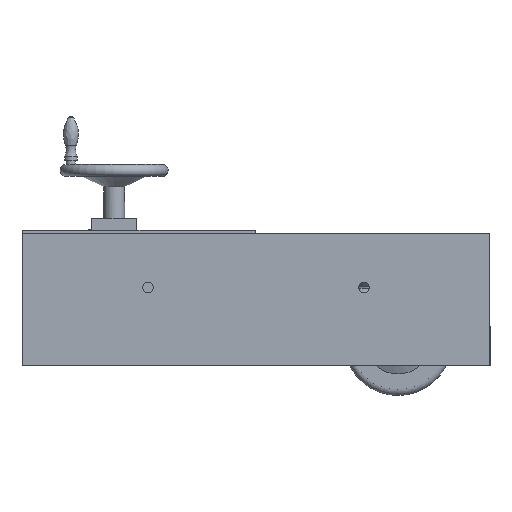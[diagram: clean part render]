
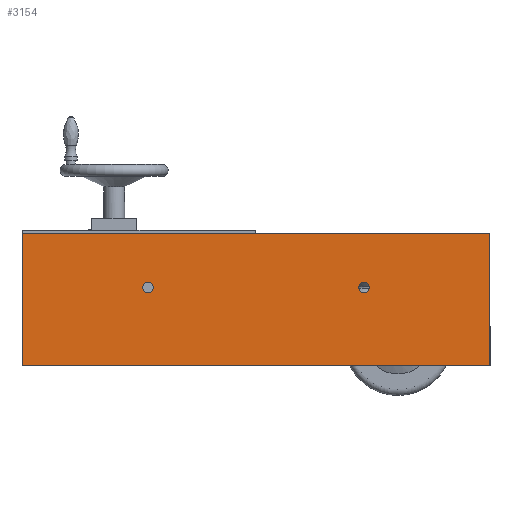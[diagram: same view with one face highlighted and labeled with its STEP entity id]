
A CAD part, front view. The second image highlights one B-rep face of the part: STEP entity #3154.
In plain terms, the highlighted planar face has unit normal (0, -1, 0).
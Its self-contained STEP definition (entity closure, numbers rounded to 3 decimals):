
#115 = VECTOR ( 'NONE', #8231, 1000. ) ;
#177 = EDGE_LOOP ( 'NONE', ( #4056, #5579, #4150, #7765 ) ) ;
#329 = AXIS2_PLACEMENT_3D ( 'NONE', #3259, #11354, #4616 ) ;
#351 = CARTESIAN_POINT ( 'NONE',  ( -390., 0., -110. ) ) ;
#365 = AXIS2_PLACEMENT_3D ( 'NONE', #6024, #10452, #2397 ) ;
#1080 = CIRCLE ( 'NONE', #365, 8.75 ) ;
#1159 = PLANE ( 'NONE',  #329 ) ;
#1179 = CARTESIAN_POINT ( 'NONE',  ( -180., 0., 11.25 ) ) ;
#1425 = CARTESIAN_POINT ( 'NONE',  ( 180., 0., 11.25 ) ) ;
#1431 = ORIENTED_EDGE ( 'NONE', *, *, #4919, .F. ) ;
#1565 = VECTOR ( 'NONE', #9589, 1000. ) ;
#1793 = VECTOR ( 'NONE', #3268, 1000. ) ;
#1827 = LINE ( 'NONE', #14351, #11701 ) ;
#1963 = CARTESIAN_POINT ( 'NONE',  ( 390., 0., 110. ) ) ;
#2397 = DIRECTION ( 'NONE',  ( 0., 0., -1. ) ) ;
#2398 = FACE_BOUND ( 'NONE', #4472, .T. ) ;
#3154 = ADVANCED_FACE ( 'NONE', ( #2398, #4690, #3419 ), #1159, .F. ) ;
#3259 = CARTESIAN_POINT ( 'NONE',  ( -390., 0., 110. ) ) ;
#3268 = DIRECTION ( 'NONE',  ( 0., 0., -1. ) ) ;
#3374 = CARTESIAN_POINT ( 'NONE',  ( -390., 0., -110. ) ) ;
#3419 = FACE_OUTER_BOUND ( 'NONE', #177, .T. ) ;
#3887 = LINE ( 'NONE', #13000, #1565 ) ;
#4056 = ORIENTED_EDGE ( 'NONE', *, *, #4305, .T. ) ;
#4150 = ORIENTED_EDGE ( 'NONE', *, *, #9139, .F. ) ;
#4251 = DIRECTION ( 'NONE',  ( 0., 0., -1. ) ) ;
#4305 = EDGE_CURVE ( 'NONE', #13941, #14327, #6045, .T. ) ;
#4317 = DIRECTION ( 'NONE',  ( 1., 0., 0. ) ) ;
#4472 = EDGE_LOOP ( 'NONE', ( #5906 ) ) ;
#4616 = DIRECTION ( 'NONE',  ( -1., 0., 0. ) ) ;
#4639 = VERTEX_POINT ( 'NONE', #1179 ) ;
#4690 = FACE_BOUND ( 'NONE', #4699, .T. ) ;
#4699 = EDGE_LOOP ( 'NONE', ( #1431 ) ) ;
#4919 = EDGE_CURVE ( 'NONE', #4639, #4639, #1080, .T. ) ;
#5579 = ORIENTED_EDGE ( 'NONE', *, *, #6298, .F. ) ;
#5593 = LINE ( 'NONE', #1963, #1793 ) ;
#5804 = VERTEX_POINT ( 'NONE', #1425 ) ;
#5851 = VERTEX_POINT ( 'NONE', #11104 ) ;
#5906 = ORIENTED_EDGE ( 'NONE', *, *, #12744, .F. ) ;
#6024 = CARTESIAN_POINT ( 'NONE',  ( -180., 0., 20. ) ) ;
#6045 = LINE ( 'NONE', #351, #115 ) ;
#6196 = EDGE_CURVE ( 'NONE', #5851, #13941, #3887, .T. ) ;
#6298 = EDGE_CURVE ( 'NONE', #14299, #14327, #5593, .T. ) ;
#7733 = DIRECTION ( 'NONE',  ( 0., -1., 0. ) ) ;
#7765 = ORIENTED_EDGE ( 'NONE', *, *, #6196, .T. ) ;
#8231 = DIRECTION ( 'NONE',  ( 1., 0., 0. ) ) ;
#8964 = AXIS2_PLACEMENT_3D ( 'NONE', #10935, #7733, #4251 ) ;
#9139 = EDGE_CURVE ( 'NONE', #5851, #14299, #1827, .T. ) ;
#9589 = DIRECTION ( 'NONE',  ( 0., 0., -1. ) ) ;
#10433 = CARTESIAN_POINT ( 'NONE',  ( 390., 0., -110. ) ) ;
#10452 = DIRECTION ( 'NONE',  ( 0., -1., 0. ) ) ;
#10585 = CIRCLE ( 'NONE', #8964, 8.75 ) ;
#10935 = CARTESIAN_POINT ( 'NONE',  ( 180., 0., 20. ) ) ;
#11104 = CARTESIAN_POINT ( 'NONE',  ( -390., 0., 110. ) ) ;
#11354 = DIRECTION ( 'NONE',  ( 0., 1., 0. ) ) ;
#11701 = VECTOR ( 'NONE', #4317, 1000. ) ;
#12609 = CARTESIAN_POINT ( 'NONE',  ( 390., 0., 110. ) ) ;
#12744 = EDGE_CURVE ( 'NONE', #5804, #5804, #10585, .T. ) ;
#13000 = CARTESIAN_POINT ( 'NONE',  ( -390., 0., 110. ) ) ;
#13941 = VERTEX_POINT ( 'NONE', #3374 ) ;
#14299 = VERTEX_POINT ( 'NONE', #12609 ) ;
#14327 = VERTEX_POINT ( 'NONE', #10433 ) ;
#14351 = CARTESIAN_POINT ( 'NONE',  ( -390., 0., 110. ) ) ;
